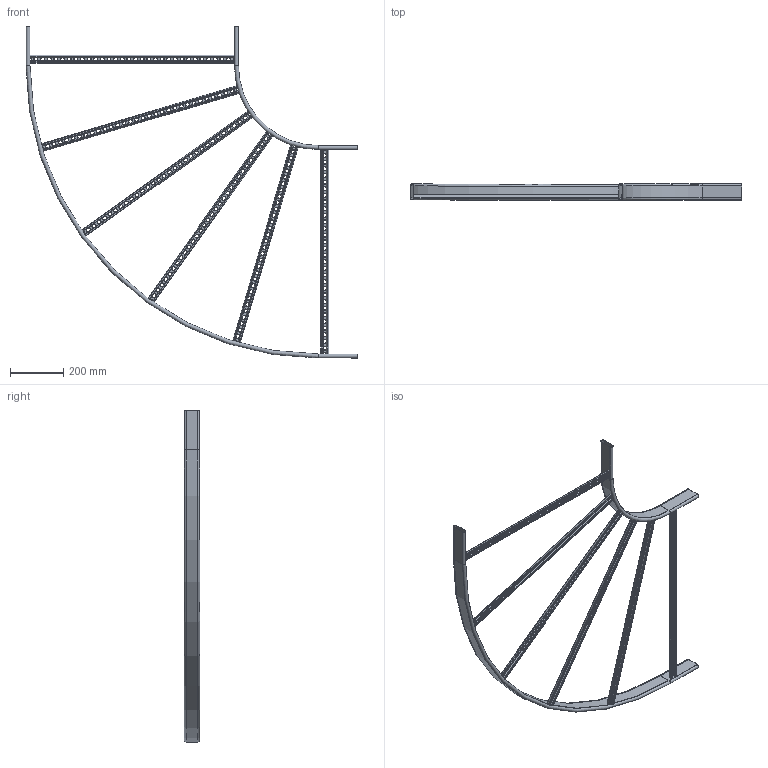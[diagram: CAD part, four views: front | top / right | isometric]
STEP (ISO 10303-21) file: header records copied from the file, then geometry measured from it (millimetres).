
FILE_DESCRIPTION (( 'STEP AP203' ), '1' );
FILE_NAME ('10-02-1414.STEP', '2013-05-02T09:50:08', ( 'asennus' ), ( '' ), 'SwSTEP 2.0', 'SolidWorks 2013', '' );
FILE_SCHEMA (( 'CONFIG_CONTROL_DESIGN' ));
Length unit declared in the file: millimetre
Products named in the file (1): 10-02-1414
Bounding box: 1250 x 60 x 1250 mm (x, y, z)
Volume: 655715.7 mm3; surface area: 1329727 mm2
Topology: 8 solids, 8 shells, 1132 faces, 3028 edges, 1912 vertices
Faces by surface type: plane 644, cylinder 480, torus 8
Entity records: 35863 total; most frequent: DIRECTION 6254, CARTESIAN_POINT 6073, ORIENTED_EDGE 6056, EDGE_CURVE 3028, AXIS2_PLACEMENT_3D 2093, LINE 2068, VECTOR 2068, VERTEX_POINT 1912
